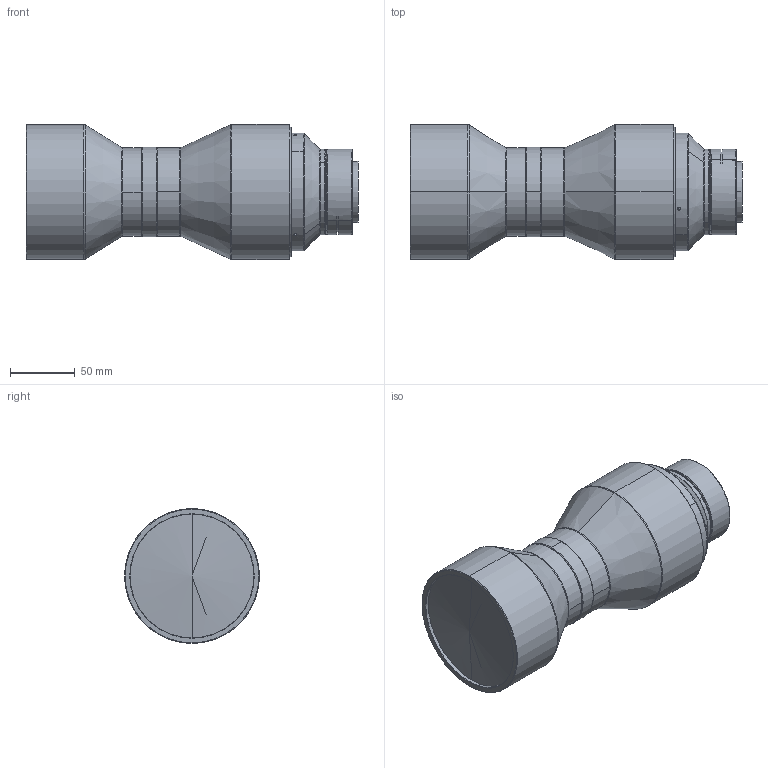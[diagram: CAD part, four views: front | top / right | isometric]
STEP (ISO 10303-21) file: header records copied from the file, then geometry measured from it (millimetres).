
FILE_DESCRIPTION (( 'STEP AP203' ), '1' );
FILE_NAME ('DTCA16K-62-AL.STEP', '2023-01-17T02:18:41', ( '' ), ( '' ), 'SwSTEP 2.0', 'SolidWorks 2017', '' );
FILE_SCHEMA (( 'CONFIG_CONTROL_DESIGN' ));
Length unit declared in the file: millimetre
Products named in the file (1): DTCA16K-62-AL
Bounding box: 255.7 x 104 x 104 mm (x, y, z)
Volume: 1541886.4 mm3; surface area: 91293.4 mm2
Topology: 1 solids, 2 shells, 139 faces, 325 edges, 201 vertices
Faces by surface type: cylinder 51, cone 49, plane 27, bspline 12
Entity records: 4630 total; most frequent: CARTESIAN_POINT 1407, DIRECTION 683, ORIENTED_EDGE 642, EDGE_CURVE 321, AXIS2_PLACEMENT_3D 281, VERTEX_POINT 201, EDGE_LOOP 158, CIRCLE 153
